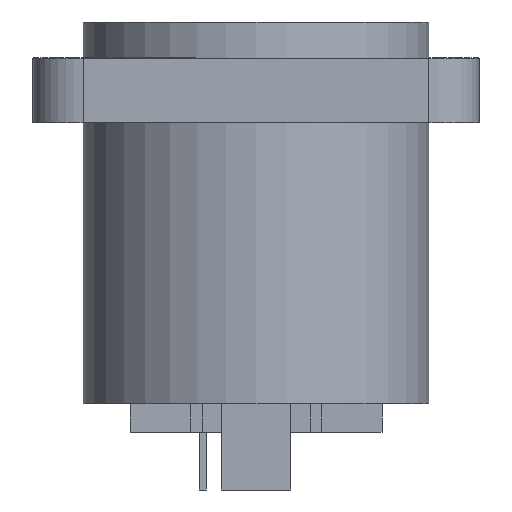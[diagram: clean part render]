
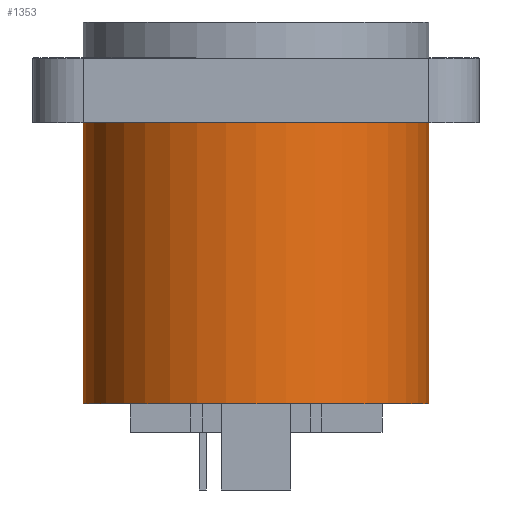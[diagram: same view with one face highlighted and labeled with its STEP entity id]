
A CAD part, left-side view. The second image highlights one B-rep face of the part: STEP entity #1353.
In plain terms, the highlighted cylindrical face has radius 12 mm (diameter 24 mm), a partial arc.
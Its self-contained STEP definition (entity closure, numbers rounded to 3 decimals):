
#221=DIRECTION('',(0.,0.,1.));
#222=VECTOR('',#221,19.5);
#223=CARTESIAN_POINT('',(0.,12.,-19.5));
#224=LINE('',#223,#222);
#225=DIRECTION('',(0.,0.,1.));
#226=VECTOR('',#225,19.5);
#227=CARTESIAN_POINT('',(0.,-12.,-19.5));
#228=LINE('',#227,#226);
#229=CARTESIAN_POINT('',(0.,0.,-19.5));
#230=DIRECTION('',(0.,0.,1.));
#231=DIRECTION('',(0.,1.,0.));
#232=AXIS2_PLACEMENT_3D('',#229,#230,#231);
#239=CARTESIAN_POINT('',(0.,0.,0.));
#240=DIRECTION('',(0.,0.,1.));
#241=DIRECTION('',(0.,1.,0.));
#242=AXIS2_PLACEMENT_3D('',#239,#240,#241);
#1060=CARTESIAN_POINT('',(0.,12.,-19.5));
#1061=CARTESIAN_POINT('',(0.,12.,0.));
#1062=VERTEX_POINT('',#1060);
#1063=VERTEX_POINT('',#1061);
#1076=CARTESIAN_POINT('',(0.,-12.,-19.5));
#1077=CARTESIAN_POINT('',(0.,-12.,0.));
#1078=VERTEX_POINT('',#1076);
#1079=VERTEX_POINT('',#1077);
#1340=CARTESIAN_POINT('',(0.,0.,8.325));
#1341=DIRECTION('',(0.,0.,-1.));
#1342=DIRECTION('',(0.,-1.,0.));
#1343=AXIS2_PLACEMENT_3D('',#1340,#1341,#1342);
#1344=CYLINDRICAL_SURFACE('',#1343,12.);
#1345=ORIENTED_EDGE('',*,*,#1329,.T.);
#1347=ORIENTED_EDGE('',*,*,#1346,.T.);
#1348=ORIENTED_EDGE('',*,*,#1333,.F.);
#1350=ORIENTED_EDGE('',*,*,#1349,.F.);
#1351=EDGE_LOOP('',(#1345,#1347,#1348,#1350));
#1352=FACE_OUTER_BOUND('',#1351,.F.);
#1353=ADVANCED_FACE('',(#1352),#1344,.T.);
#233=CIRCLE('',#232,12.);
#243=CIRCLE('',#242,12.);
#1329=EDGE_CURVE('',#1062,#1063,#224,.T.);
#1333=EDGE_CURVE('',#1078,#1079,#228,.T.);
#1346=EDGE_CURVE('',#1063,#1079,#243,.T.);
#1349=EDGE_CURVE('',#1062,#1078,#233,.T.);
